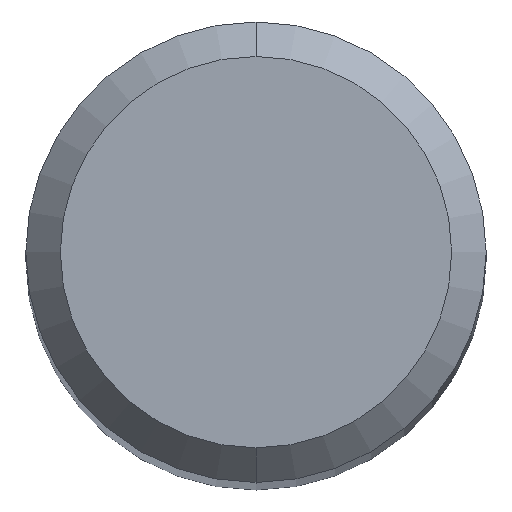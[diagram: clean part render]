
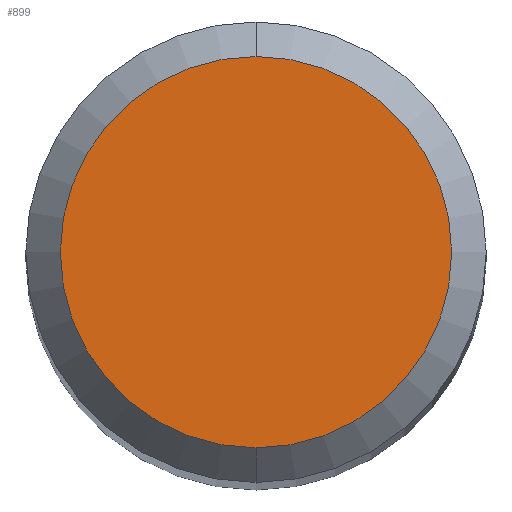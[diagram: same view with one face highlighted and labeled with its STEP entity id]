
A CAD part, top view. The second image highlights one B-rep face of the part: STEP entity #899.
In plain terms, the highlighted planar face has unit normal (0, 0, 1).
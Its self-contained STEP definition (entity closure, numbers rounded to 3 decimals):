
#427=VERTEX_POINT('',#1072);
#513=VERTEX_POINT('',#1167);
#861=EDGE_CURVE('',#513,#427,#1546,.T.);
#887=EDGE_CURVE('',#427,#513,#1575,.T.);
#899=ADVANCED_FACE('',(#1587),#1588,.T.);
#1072=CARTESIAN_POINT('',(0.0,1.7,0.0));
#1167=CARTESIAN_POINT('',(0.,-1.7,0.0));
#1546=CIRCLE('',#3443,1.7);
#1575=CIRCLE('',#3566,1.7);
#1587=FACE_OUTER_BOUND('',#3579,.T.);
#1588=PLANE('',#3580);
#3443=AXIS2_PLACEMENT_3D('',#4449,#4450,#4451);
#3566=AXIS2_PLACEMENT_3D('',#4485,#4486,#4487);
#3579=EDGE_LOOP('',(#4492,#4493));
#3580=AXIS2_PLACEMENT_3D('',#4494,#4495,#4496);
#4449=CARTESIAN_POINT('',(0.0,0.0,0.0));
#4450=DIRECTION('',(0.0,0.0,-1.0));
#4451=DIRECTION('',(0.0,1.0,0.0));
#4485=CARTESIAN_POINT('',(0.0,0.0,0.0));
#4486=DIRECTION('',(0.0,0.0,-1.0));
#4487=DIRECTION('',(0.0,1.0,0.0));
#4492=ORIENTED_EDGE('',*,*,#887,.F.);
#4493=ORIENTED_EDGE('',*,*,#861,.F.);
#4494=CARTESIAN_POINT('',(0.0,0.85,0.0));
#4495=DIRECTION('',(-0.0,0.0,1.0));
#4496=DIRECTION('',(0.0,-1.0,0.0));
